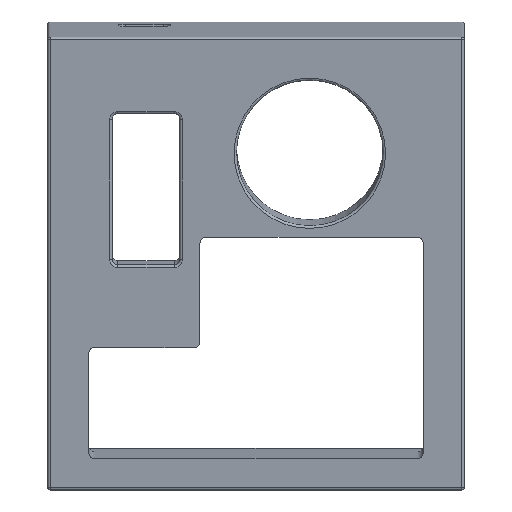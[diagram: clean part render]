
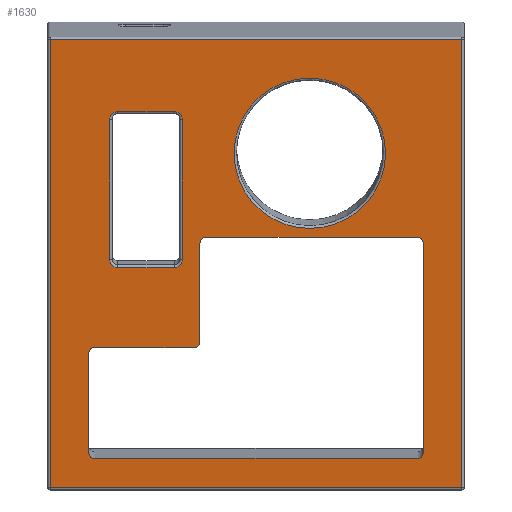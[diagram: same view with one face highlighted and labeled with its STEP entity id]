
A CAD part, top view. The second image highlights one B-rep face of the part: STEP entity #1630.
In plain terms, the highlighted planar face has unit normal (0, -0.131, 0.991).
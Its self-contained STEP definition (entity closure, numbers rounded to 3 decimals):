
#74=FACE_BOUND('',#524,.T.);
#75=FACE_BOUND('',#525,.T.);
#76=FACE_BOUND('',#526,.T.);
#88=LINE('',#2503,#233);
#89=LINE('',#2505,#234);
#90=LINE('',#2507,#235);
#91=LINE('',#2508,#236);
#92=LINE('',#2513,#237);
#93=LINE('',#2517,#238);
#94=LINE('',#2521,#239);
#95=LINE('',#2524,#240);
#96=LINE('',#2529,#241);
#97=LINE('',#2533,#242);
#98=LINE('',#2537,#243);
#99=LINE('',#2541,#244);
#100=LINE('',#2545,#245);
#101=LINE('',#2548,#246);
#233=VECTOR('',#1951,10.);
#234=VECTOR('',#1952,10.);
#235=VECTOR('',#1953,10.);
#236=VECTOR('',#1954,10.);
#237=VECTOR('',#1957,10.);
#238=VECTOR('',#1960,10.);
#239=VECTOR('',#1963,10.);
#240=VECTOR('',#1966,10.);
#241=VECTOR('',#1969,10.);
#242=VECTOR('',#1972,10.);
#243=VECTOR('',#1975,10.);
#244=VECTOR('',#1978,10.);
#245=VECTOR('',#1981,10.);
#246=VECTOR('',#1984,10.);
#378=PLANE('',#1738);
#421=FACE_OUTER_BOUND('',#523,.T.);
#523=EDGE_LOOP('',(#1138,#1139,#1140,#1141));
#524=EDGE_LOOP('',(#1142,#1143,#1144,#1145,#1146,#1147,#1148,#1149));
#525=EDGE_LOOP('',(#1150,#1151,#1152,#1153,#1154,#1155,#1156,#1157,#1158,
#1159,#1160,#1161));
#526=EDGE_LOOP('',(#1162));
#638=CIRCLE('',#1735,12.95);
#641=CIRCLE('',#1739,1.4);
#642=CIRCLE('',#1740,1.4);
#643=CIRCLE('',#1741,1.4);
#644=CIRCLE('',#1742,1.4);
#645=CIRCLE('',#1743,1.);
#646=CIRCLE('',#1744,1.);
#647=CIRCLE('',#1745,1.);
#648=CIRCLE('',#1746,1.);
#649=CIRCLE('',#1747,1.);
#650=CIRCLE('',#1748,1.);
#738=VERTEX_POINT('',#2495);
#740=VERTEX_POINT('',#2501);
#741=VERTEX_POINT('',#2502);
#742=VERTEX_POINT('',#2504);
#743=VERTEX_POINT('',#2506);
#744=VERTEX_POINT('',#2509);
#745=VERTEX_POINT('',#2510);
#746=VERTEX_POINT('',#2512);
#747=VERTEX_POINT('',#2514);
#748=VERTEX_POINT('',#2516);
#749=VERTEX_POINT('',#2518);
#750=VERTEX_POINT('',#2520);
#751=VERTEX_POINT('',#2522);
#752=VERTEX_POINT('',#2525);
#753=VERTEX_POINT('',#2526);
#754=VERTEX_POINT('',#2528);
#755=VERTEX_POINT('',#2530);
#756=VERTEX_POINT('',#2532);
#757=VERTEX_POINT('',#2534);
#758=VERTEX_POINT('',#2536);
#759=VERTEX_POINT('',#2538);
#760=VERTEX_POINT('',#2540);
#761=VERTEX_POINT('',#2542);
#762=VERTEX_POINT('',#2544);
#763=VERTEX_POINT('',#2546);
#889=EDGE_CURVE('',#738,#738,#638,.T.);
#892=EDGE_CURVE('',#740,#741,#88,.T.);
#893=EDGE_CURVE('',#742,#740,#89,.T.);
#894=EDGE_CURVE('',#743,#742,#90,.T.);
#895=EDGE_CURVE('',#741,#743,#91,.T.);
#896=EDGE_CURVE('',#744,#745,#641,.T.);
#897=EDGE_CURVE('',#746,#744,#92,.T.);
#898=EDGE_CURVE('',#747,#746,#642,.T.);
#899=EDGE_CURVE('',#748,#747,#93,.T.);
#900=EDGE_CURVE('',#749,#748,#643,.T.);
#901=EDGE_CURVE('',#750,#749,#94,.T.);
#902=EDGE_CURVE('',#751,#750,#644,.T.);
#903=EDGE_CURVE('',#745,#751,#95,.T.);
#904=EDGE_CURVE('',#752,#753,#645,.T.);
#905=EDGE_CURVE('',#752,#754,#96,.T.);
#906=EDGE_CURVE('',#755,#754,#646,.T.);
#907=EDGE_CURVE('',#755,#756,#97,.T.);
#908=EDGE_CURVE('',#757,#756,#647,.T.);
#909=EDGE_CURVE('',#757,#758,#98,.T.);
#910=EDGE_CURVE('',#759,#758,#648,.T.);
#911=EDGE_CURVE('',#759,#760,#99,.T.);
#912=EDGE_CURVE('',#761,#760,#649,.T.);
#913=EDGE_CURVE('',#761,#762,#100,.T.);
#914=EDGE_CURVE('',#763,#762,#650,.T.);
#915=EDGE_CURVE('',#763,#753,#101,.T.);
#1138=ORIENTED_EDGE('',*,*,#892,.F.);
#1139=ORIENTED_EDGE('',*,*,#893,.F.);
#1140=ORIENTED_EDGE('',*,*,#894,.F.);
#1141=ORIENTED_EDGE('',*,*,#895,.F.);
#1142=ORIENTED_EDGE('',*,*,#896,.F.);
#1143=ORIENTED_EDGE('',*,*,#897,.F.);
#1144=ORIENTED_EDGE('',*,*,#898,.F.);
#1145=ORIENTED_EDGE('',*,*,#899,.F.);
#1146=ORIENTED_EDGE('',*,*,#900,.F.);
#1147=ORIENTED_EDGE('',*,*,#901,.F.);
#1148=ORIENTED_EDGE('',*,*,#902,.F.);
#1149=ORIENTED_EDGE('',*,*,#903,.F.);
#1150=ORIENTED_EDGE('',*,*,#904,.F.);
#1151=ORIENTED_EDGE('',*,*,#905,.T.);
#1152=ORIENTED_EDGE('',*,*,#906,.F.);
#1153=ORIENTED_EDGE('',*,*,#907,.T.);
#1154=ORIENTED_EDGE('',*,*,#908,.F.);
#1155=ORIENTED_EDGE('',*,*,#909,.T.);
#1156=ORIENTED_EDGE('',*,*,#910,.F.);
#1157=ORIENTED_EDGE('',*,*,#911,.T.);
#1158=ORIENTED_EDGE('',*,*,#912,.F.);
#1159=ORIENTED_EDGE('',*,*,#913,.T.);
#1160=ORIENTED_EDGE('',*,*,#914,.F.);
#1161=ORIENTED_EDGE('',*,*,#915,.T.);
#1162=ORIENTED_EDGE('',*,*,#889,.F.);
#1630=ADVANCED_FACE('',(#421,#74,#75,#76),#378,.T.);
#1735=AXIS2_PLACEMENT_3D('',#2496,#1943,#1944);
#1738=AXIS2_PLACEMENT_3D('',#2500,#1949,#1950);
#1739=AXIS2_PLACEMENT_3D('',#2511,#1955,#1956);
#1740=AXIS2_PLACEMENT_3D('',#2515,#1958,#1959);
#1741=AXIS2_PLACEMENT_3D('',#2519,#1961,#1962);
#1742=AXIS2_PLACEMENT_3D('',#2523,#1964,#1965);
#1743=AXIS2_PLACEMENT_3D('',#2527,#1967,#1968);
#1744=AXIS2_PLACEMENT_3D('',#2531,#1970,#1971);
#1745=AXIS2_PLACEMENT_3D('',#2535,#1973,#1974);
#1746=AXIS2_PLACEMENT_3D('',#2539,#1976,#1977);
#1747=AXIS2_PLACEMENT_3D('',#2543,#1979,#1980);
#1748=AXIS2_PLACEMENT_3D('',#2547,#1982,#1983);
#1943=DIRECTION('center_axis',(0.,-0.131,0.991));
#1944=DIRECTION('ref_axis',(-1.,0.,0.));
#1949=DIRECTION('center_axis',(0.,-0.131,0.991));
#1950=DIRECTION('ref_axis',(1.,0.,0.));
#1951=DIRECTION('',(-1.,0.,0.));
#1952=DIRECTION('',(0.,-0.991,-0.131));
#1953=DIRECTION('',(1.,0.,0.));
#1954=DIRECTION('',(0.,0.991,0.131));
#1955=DIRECTION('center_axis',(0.,-0.131,0.991));
#1956=DIRECTION('ref_axis',(0.707,-0.701,-0.092));
#1957=DIRECTION('',(1.,0.,0.));
#1958=DIRECTION('center_axis',(0.,-0.131,0.991));
#1959=DIRECTION('ref_axis',(-0.707,-0.701,-0.092));
#1960=DIRECTION('',(0.,-0.991,-0.131));
#1961=DIRECTION('center_axis',(0.,-0.131,0.991));
#1962=DIRECTION('ref_axis',(-0.707,0.701,0.092));
#1963=DIRECTION('',(-1.,0.,0.));
#1964=DIRECTION('center_axis',(0.,-0.131,0.991));
#1965=DIRECTION('ref_axis',(0.707,0.701,0.092));
#1966=DIRECTION('',(0.,0.991,0.131));
#1967=DIRECTION('center_axis',(0.,0.131,-0.991));
#1968=DIRECTION('ref_axis',(0.707,-0.701,-0.092));
#1969=DIRECTION('',(0.,0.991,0.131));
#1970=DIRECTION('center_axis',(0.,-0.131,0.991));
#1971=DIRECTION('ref_axis',(-0.707,0.701,0.092));
#1972=DIRECTION('',(1.,0.,0.));
#1973=DIRECTION('center_axis',(0.,-0.131,0.991));
#1974=DIRECTION('ref_axis',(0.707,0.701,0.092));
#1975=DIRECTION('',(0.,-0.991,-0.131));
#1976=DIRECTION('center_axis',(0.,-0.131,0.991));
#1977=DIRECTION('ref_axis',(0.707,-0.701,-0.092));
#1978=DIRECTION('',(-1.,0.,0.));
#1979=DIRECTION('center_axis',(0.,-0.131,0.991));
#1980=DIRECTION('ref_axis',(-0.707,-0.701,-0.092));
#1981=DIRECTION('',(0.,0.991,0.131));
#1982=DIRECTION('center_axis',(0.,-0.131,0.991));
#1983=DIRECTION('ref_axis',(-0.707,0.701,0.092));
#1984=DIRECTION('',(1.,0.,0.));
#2495=CARTESIAN_POINT('',(50.719,49.904,18.568));
#2496=CARTESIAN_POINT('Origin',(37.769,49.904,18.568));
#2500=CARTESIAN_POINT('Origin',(28.575,31.006,16.08));
#2501=CARTESIAN_POINT('',(63.75,-7.291,11.038));
#2502=CARTESIAN_POINT('',(-6.6,-7.291,11.038));
#2503=CARTESIAN_POINT('',(11.537,-7.291,11.038));
#2504=CARTESIAN_POINT('',(63.75,69.304,21.122));
#2505=CARTESIAN_POINT('',(63.75,11.659,13.533));
#2506=CARTESIAN_POINT('',(-6.6,69.304,21.122));
#2507=CARTESIAN_POINT('',(45.612,69.304,21.122));
#2508=CARTESIAN_POINT('',(-6.6,50.353,18.627));
#2509=CARTESIAN_POINT('',(14.57,30.371,15.996));
#2510=CARTESIAN_POINT('',(15.97,31.759,16.179));
#2511=CARTESIAN_POINT('Origin',(14.57,31.759,16.179));
#2512=CARTESIAN_POINT('',(4.973,30.371,15.996));
#2513=CARTESIAN_POINT('',(22.073,30.371,15.996));
#2514=CARTESIAN_POINT('',(3.573,31.759,16.179));
#2515=CARTESIAN_POINT('Origin',(4.973,31.759,16.179));
#2516=CARTESIAN_POINT('',(3.573,55.656,19.325));
#2517=CARTESIAN_POINT('',(3.573,30.887,16.064));
#2518=CARTESIAN_POINT('',(4.973,57.044,19.508));
#2519=CARTESIAN_POINT('Origin',(4.973,55.656,19.325));
#2520=CARTESIAN_POINT('',(14.57,57.044,19.508));
#2521=CARTESIAN_POINT('',(16.274,57.044,19.508));
#2522=CARTESIAN_POINT('',(15.97,55.656,19.325));
#2523=CARTESIAN_POINT('Origin',(14.57,55.656,19.325));
#2524=CARTESIAN_POINT('',(15.97,43.827,17.768));
#2525=CARTESIAN_POINT('',(19.,17.693,14.327));
#2526=CARTESIAN_POINT('',(18.,16.702,14.197));
#2527=CARTESIAN_POINT('Origin',(18.,17.693,14.327));
#2528=CARTESIAN_POINT('',(19.,34.548,16.546));
#2529=CARTESIAN_POINT('',(19.,16.702,14.197));
#2530=CARTESIAN_POINT('',(20.,35.539,16.677));
#2531=CARTESIAN_POINT('Origin',(20.,34.548,16.546));
#2532=CARTESIAN_POINT('',(56.15,35.539,16.677));
#2533=CARTESIAN_POINT('',(19.,35.539,16.677));
#2534=CARTESIAN_POINT('',(57.15,34.548,16.546));
#2535=CARTESIAN_POINT('Origin',(56.15,34.548,16.546));
#2536=CARTESIAN_POINT('',(57.15,-1.244,11.834));
#2537=CARTESIAN_POINT('',(57.15,35.539,16.677));
#2538=CARTESIAN_POINT('',(56.15,-2.235,11.704));
#2539=CARTESIAN_POINT('Origin',(56.15,-1.244,11.834));
#2540=CARTESIAN_POINT('',(1.,-2.235,11.704));
#2541=CARTESIAN_POINT('',(57.15,-2.235,11.704));
#2542=CARTESIAN_POINT('',(0.,-1.244,11.834));
#2543=CARTESIAN_POINT('Origin',(1.,-1.244,11.834));
#2544=CARTESIAN_POINT('',(0.,15.71,14.066));
#2545=CARTESIAN_POINT('',(0.,-2.235,11.704));
#2546=CARTESIAN_POINT('',(1.,16.702,14.197));
#2547=CARTESIAN_POINT('Origin',(1.,15.71,14.066));
#2548=CARTESIAN_POINT('',(0.,16.702,14.197));
